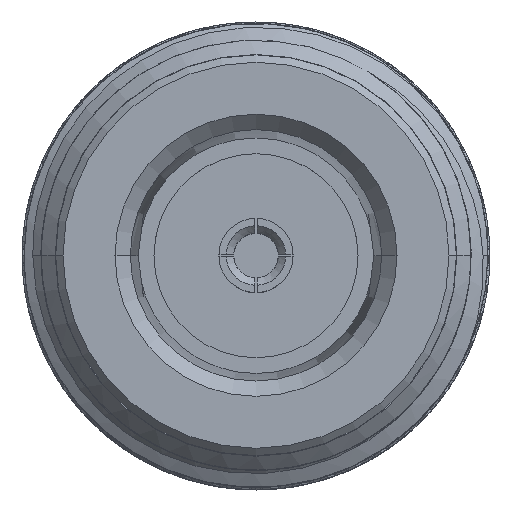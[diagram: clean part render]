
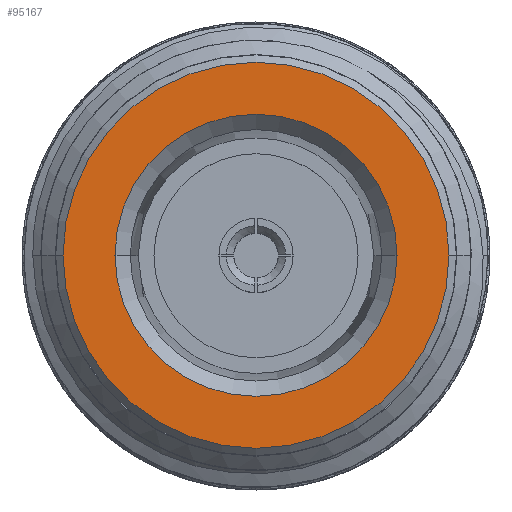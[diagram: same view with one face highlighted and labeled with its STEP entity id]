
A CAD part, top view. The second image highlights one B-rep face of the part: STEP entity #95167.
In plain terms, the highlighted face is planar.
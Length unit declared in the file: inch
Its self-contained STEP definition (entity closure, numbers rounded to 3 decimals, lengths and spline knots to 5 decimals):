
#14893 = DIRECTION ( 'NONE',  ( 0., 0., 1. ) ) ;
#15928 = VERTEX_POINT ( 'NONE', #34399 ) ;
#22746 = FACE_BOUND ( 'NONE', #119385, .T. ) ;
#23402 = DIRECTION ( 'NONE',  ( 1., 0., 0. ) ) ;
#33916 = DIRECTION ( 'NONE',  ( -1., 0., 0. ) ) ;
#34399 = CARTESIAN_POINT ( 'NONE',  ( 0., 0., 0.26 ) ) ;
#34804 = CARTESIAN_POINT ( 'NONE',  ( 0., 0., 0.19 ) ) ;
#36633 = VERTEX_POINT ( 'NONE', #62572 ) ;
#48063 = AXIS2_PLACEMENT_3D ( 'NONE', #146258, #49068, #85329 ) ;
#48170 = DIRECTION ( 'NONE',  ( 1., 0., 0. ) ) ;
#48713 = CARTESIAN_POINT ( 'NONE',  ( 0., 0., 0. ) ) ;
#49068 = DIRECTION ( 'NONE',  ( -1., 0., 0. ) ) ;
#57966 = EDGE_CURVE ( 'NONE', #15928, #36633, #94922, .T. ) ;
#62572 = CARTESIAN_POINT ( 'NONE',  ( 0., 0., -0.26 ) ) ;
#63449 = CARTESIAN_POINT ( 'NONE',  ( 0., 0., 0. ) ) ;
#64805 = ORIENTED_EDGE ( 'NONE', *, *, #67856, .T. ) ;
#67245 = AXIS2_PLACEMENT_3D ( 'NONE', #96568, #23402, #83172 ) ;
#67856 = EDGE_CURVE ( 'NONE', #149042, #98810, #95531, .T. ) ;
#82453 = CARTESIAN_POINT ( 'NONE',  ( 0., 0., 0. ) ) ;
#83172 = DIRECTION ( 'NONE',  ( 0., 0., 1. ) ) ;
#85329 = DIRECTION ( 'NONE',  ( 0., 0., 1. ) ) ;
#87879 = EDGE_CURVE ( 'NONE', #36633, #15928, #94070, .T. ) ;
#89752 = ORIENTED_EDGE ( 'NONE', *, *, #87879, .T. ) ;
#91401 = CARTESIAN_POINT ( 'NONE',  ( 0., 0., -0.19 ) ) ;
#94070 = CIRCLE ( 'NONE', #133888, 0.26 ) ;
#94922 = CIRCLE ( 'NONE', #48063, 0.26 ) ;
#95167 = ADVANCED_FACE ( 'NONE', ( #95360, #22746 ), #112130, .T. ) ;
#95360 = FACE_OUTER_BOUND ( 'NONE', #123703, .T. ) ;
#95531 = CIRCLE ( 'NONE', #148775, 0.19 ) ;
#95712 = ORIENTED_EDGE ( 'NONE', *, *, #57966, .T. ) ;
#96568 = CARTESIAN_POINT ( 'NONE',  ( 0., 0., 0. ) ) ;
#98257 = EDGE_CURVE ( 'NONE', #98810, #149042, #98627, .T. ) ;
#98627 = CIRCLE ( 'NONE', #67245, 0.19 ) ;
#98810 = VERTEX_POINT ( 'NONE', #34804 ) ;
#100570 = DIRECTION ( 'NONE',  ( 0., 0., 1. ) ) ;
#104722 = AXIS2_PLACEMENT_3D ( 'NONE', #63449, #135634, #14893 ) ;
#112130 = PLANE ( 'NONE',  #104722 ) ;
#119385 = EDGE_LOOP ( 'NONE', ( #154493, #64805 ) ) ;
#123703 = EDGE_LOOP ( 'NONE', ( #89752, #95712 ) ) ;
#133888 = AXIS2_PLACEMENT_3D ( 'NONE', #82453, #33916, #154132 ) ;
#135634 = DIRECTION ( 'NONE',  ( -1., 0., 0. ) ) ;
#146258 = CARTESIAN_POINT ( 'NONE',  ( 0., 0., 0. ) ) ;
#148775 = AXIS2_PLACEMENT_3D ( 'NONE', #48713, #48170, #100570 ) ;
#149042 = VERTEX_POINT ( 'NONE', #91401 ) ;
#154132 = DIRECTION ( 'NONE',  ( 0., 0., 1. ) ) ;
#154493 = ORIENTED_EDGE ( 'NONE', *, *, #98257, .T. ) ;
